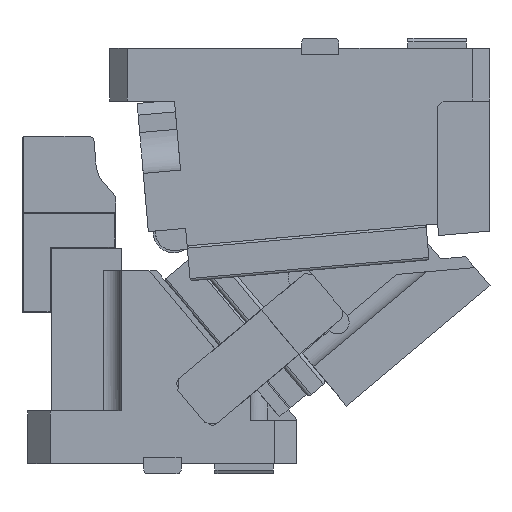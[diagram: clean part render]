
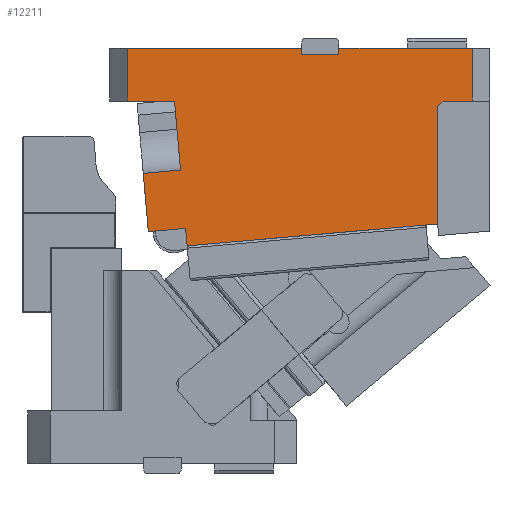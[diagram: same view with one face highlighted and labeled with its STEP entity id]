
A CAD part, front view. The second image highlights one B-rep face of the part: STEP entity #12211.
In plain terms, the highlighted planar face has unit normal (0, -1, 0).
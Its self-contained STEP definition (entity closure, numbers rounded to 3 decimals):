
#10121=CARTESIAN_POINT('Vertex',(130.549,-45.,250.95)) ;
#10124=CARTESIAN_POINT('Line Origine',(129.678,-45.,260.912)) ;
#10128=CARTESIAN_POINT('Vertex',(128.806,-45.,270.874)) ;
#10131=CARTESIAN_POINT('Line Origine',(127.094,-45.,290.437)) ;
#10135=CARTESIAN_POINT('Vertex',(125.383,-45.,310.)) ;
#10761=CARTESIAN_POINT('Vertex',(350.,-45.,305.)) ;
#10764=CARTESIAN_POINT('Line Origine',(350.,-45.,254.951)) ;
#10768=CARTESIAN_POINT('Vertex',(350.,-45.,204.901)) ;
#11229=CARTESIAN_POINT('Line Origine',(342.727,-45.,204.265)) ;
#11233=CARTESIAN_POINT('Vertex',(335.453,-45.,203.629)) ;
#11236=CARTESIAN_POINT('Line Origine',(235.834,-45.,194.913)) ;
#11240=CARTESIAN_POINT('Vertex',(136.214,-45.,186.197)) ;
#11348=CARTESIAN_POINT('Vertex',(134.907,-45.,201.14)) ;
#11351=CARTESIAN_POINT('Line Origine',(135.561,-45.,193.669)) ;
#12004=CARTESIAN_POINT('Line Origine',(120.191,-45.,310.)) ;
#12008=CARTESIAN_POINT('Vertex',(115.,-45.,310.)) ;
#12011=CARTESIAN_POINT('Line Origine',(100.,-45.,310.)) ;
#12015=CARTESIAN_POINT('Vertex',(85.,-45.,310.)) ;
#12104=CARTESIAN_POINT('Axis2P3D Location',(277.795,-45.,218.523)) ;
#12109=CARTESIAN_POINT('Line Origine',(114.611,-45.,249.556)) ;
#12113=CARTESIAN_POINT('Vertex',(98.671,-45.,248.161)) ;
#12116=CARTESIAN_POINT('Line Origine',(100.85,-45.,223.256)) ;
#12120=CARTESIAN_POINT('Vertex',(103.029,-45.,198.351)) ;
#12123=CARTESIAN_POINT('Line Origine',(118.968,-45.,199.746)) ;
#12128=CARTESIAN_POINT('Line Origine',(352.5,-45.,307.5)) ;
#12132=CARTESIAN_POINT('Vertex',(355.,-45.,310.)) ;
#12135=CARTESIAN_POINT('Line Origine',(367.5,-45.,310.)) ;
#12139=CARTESIAN_POINT('Vertex',(380.,-45.,310.)) ;
#12142=CARTESIAN_POINT('Line Origine',(380.,-45.,332.5)) ;
#12146=CARTESIAN_POINT('Vertex',(380.,-45.,355.)) ;
#12149=CARTESIAN_POINT('Line Origine',(323.,-45.,355.)) ;
#12153=CARTESIAN_POINT('Vertex',(266.,-45.,355.)) ;
#12156=CARTESIAN_POINT('Line Origine',(266.,-45.,352.25)) ;
#12160=CARTESIAN_POINT('Vertex',(266.,-45.,349.5)) ;
#12163=CARTESIAN_POINT('Line Origine',(250.,-45.,349.5)) ;
#12167=CARTESIAN_POINT('Vertex',(234.,-45.,349.5)) ;
#12170=CARTESIAN_POINT('Line Origine',(234.,-45.,352.25)) ;
#12174=CARTESIAN_POINT('Vertex',(234.,-45.,355.)) ;
#12177=CARTESIAN_POINT('Line Origine',(159.5,-45.,355.)) ;
#12181=CARTESIAN_POINT('Vertex',(85.,-45.,355.)) ;
#12184=CARTESIAN_POINT('Line Origine',(85.,-45.,332.5)) ;
#10125=DIRECTION('Vector Direction',(0.087,0.,-0.996)) ;
#10132=DIRECTION('Vector Direction',(-0.087,0.,0.996)) ;
#10765=DIRECTION('Vector Direction',(0.,0.,-1.)) ;
#11230=DIRECTION('Vector Direction',(0.996,0.,0.087)) ;
#11237=DIRECTION('Vector Direction',(0.996,0.,0.087)) ;
#11352=DIRECTION('Vector Direction',(0.087,0.,-0.996)) ;
#12005=DIRECTION('Vector Direction',(1.,0.,0.)) ;
#12012=DIRECTION('Vector Direction',(-1.,0.,0.)) ;
#12105=DIRECTION('Axis2P3D Direction',(0.,-1.,0.)) ;
#12106=DIRECTION('Axis2P3D XDirection',(1.,0.,0.)) ;
#12110=DIRECTION('Vector Direction',(0.996,0.,0.087)) ;
#12117=DIRECTION('Vector Direction',(0.087,0.,-0.996)) ;
#12124=DIRECTION('Vector Direction',(-0.996,0.,-0.087)) ;
#12129=DIRECTION('Vector Direction',(-0.707,0.,-0.707)) ;
#12136=DIRECTION('Vector Direction',(-1.,0.,0.)) ;
#12143=DIRECTION('Vector Direction',(0.,0.,-1.)) ;
#12150=DIRECTION('Vector Direction',(1.,0.,0.)) ;
#12157=DIRECTION('Vector Direction',(0.,0.,1.)) ;
#12164=DIRECTION('Vector Direction',(-1.,0.,0.)) ;
#12171=DIRECTION('Vector Direction',(0.,0.,-1.)) ;
#12178=DIRECTION('Vector Direction',(1.,0.,0.)) ;
#12185=DIRECTION('Vector Direction',(0.,0.,1.)) ;
#12107=AXIS2_PLACEMENT_3D('Plane Axis2P3D',#12104,#12105,#12106) ;
#12190=ORIENTED_EDGE('',*,*,#12017,.F.) ;
#12191=ORIENTED_EDGE('',*,*,#12010,.T.) ;
#12192=ORIENTED_EDGE('',*,*,#10137,.F.) ;
#12193=ORIENTED_EDGE('',*,*,#10130,.T.) ;
#12194=ORIENTED_EDGE('',*,*,#12115,.F.) ;
#12195=ORIENTED_EDGE('',*,*,#12122,.T.) ;
#12196=ORIENTED_EDGE('',*,*,#12127,.F.) ;
#12197=ORIENTED_EDGE('',*,*,#11355,.T.) ;
#12198=ORIENTED_EDGE('',*,*,#11242,.T.) ;
#12199=ORIENTED_EDGE('',*,*,#11235,.T.) ;
#12200=ORIENTED_EDGE('',*,*,#10770,.F.) ;
#12201=ORIENTED_EDGE('',*,*,#12134,.F.) ;
#12202=ORIENTED_EDGE('',*,*,#12141,.F.) ;
#12203=ORIENTED_EDGE('',*,*,#12148,.F.) ;
#12204=ORIENTED_EDGE('',*,*,#12155,.F.) ;
#12205=ORIENTED_EDGE('',*,*,#12162,.F.) ;
#12206=ORIENTED_EDGE('',*,*,#12169,.T.) ;
#12207=ORIENTED_EDGE('',*,*,#12176,.F.) ;
#12208=ORIENTED_EDGE('',*,*,#12183,.F.) ;
#12209=ORIENTED_EDGE('',*,*,#12188,.F.) ;
#10126=VECTOR('Line Direction',#10125,1.) ;
#10133=VECTOR('Line Direction',#10132,1.) ;
#10766=VECTOR('Line Direction',#10765,1.) ;
#11231=VECTOR('Line Direction',#11230,1.) ;
#11238=VECTOR('Line Direction',#11237,1.) ;
#11353=VECTOR('Line Direction',#11352,1.) ;
#12006=VECTOR('Line Direction',#12005,1.) ;
#12013=VECTOR('Line Direction',#12012,1.) ;
#12111=VECTOR('Line Direction',#12110,1.) ;
#12118=VECTOR('Line Direction',#12117,1.) ;
#12125=VECTOR('Line Direction',#12124,1.) ;
#12130=VECTOR('Line Direction',#12129,1.) ;
#12137=VECTOR('Line Direction',#12136,1.) ;
#12144=VECTOR('Line Direction',#12143,1.) ;
#12151=VECTOR('Line Direction',#12150,1.) ;
#12158=VECTOR('Line Direction',#12157,1.) ;
#12165=VECTOR('Line Direction',#12164,1.) ;
#12172=VECTOR('Line Direction',#12171,1.) ;
#12179=VECTOR('Line Direction',#12178,1.) ;
#12186=VECTOR('Line Direction',#12185,1.) ;
#12211=ADVANCED_FACE('CAM HOLDER',(#12210),#12108,.T.) ;
#10130=EDGE_CURVE('',#10129,#10122,#10127,.T.) ;
#10137=EDGE_CURVE('',#10129,#10136,#10134,.T.) ;
#10770=EDGE_CURVE('',#10762,#10769,#10767,.T.) ;
#11235=EDGE_CURVE('',#11234,#10769,#11232,.T.) ;
#11242=EDGE_CURVE('',#11241,#11234,#11239,.T.) ;
#11355=EDGE_CURVE('',#11349,#11241,#11354,.T.) ;
#12010=EDGE_CURVE('',#12009,#10136,#12007,.T.) ;
#12017=EDGE_CURVE('',#12009,#12016,#12014,.T.) ;
#12115=EDGE_CURVE('',#12114,#10122,#12112,.T.) ;
#12122=EDGE_CURVE('',#12114,#12121,#12119,.T.) ;
#12127=EDGE_CURVE('',#11349,#12121,#12126,.T.) ;
#12134=EDGE_CURVE('',#12133,#10762,#12131,.T.) ;
#12141=EDGE_CURVE('',#12140,#12133,#12138,.T.) ;
#12148=EDGE_CURVE('',#12147,#12140,#12145,.T.) ;
#12155=EDGE_CURVE('',#12154,#12147,#12152,.T.) ;
#12162=EDGE_CURVE('',#12161,#12154,#12159,.T.) ;
#12169=EDGE_CURVE('',#12161,#12168,#12166,.T.) ;
#12176=EDGE_CURVE('',#12175,#12168,#12173,.T.) ;
#12183=EDGE_CURVE('',#12182,#12175,#12180,.T.) ;
#12188=EDGE_CURVE('',#12016,#12182,#12187,.T.) ;
#12189=EDGE_LOOP('',(#12190,#12191,#12192,#12193,#12194,#12195,#12196,#12197,#12198,#12199,#12200,#12201,#12202,#12203,#12204,#12205,#12206,#12207,#12208,#12209)) ;
#12210=FACE_OUTER_BOUND('',#12189,.T.) ;
#10127=LINE('Line',#10124,#10126) ;
#10134=LINE('Line',#10131,#10133) ;
#10767=LINE('Line',#10764,#10766) ;
#11232=LINE('Line',#11229,#11231) ;
#11239=LINE('Line',#11236,#11238) ;
#11354=LINE('Line',#11351,#11353) ;
#12007=LINE('Line',#12004,#12006) ;
#12014=LINE('Line',#12011,#12013) ;
#12112=LINE('Line',#12109,#12111) ;
#12119=LINE('Line',#12116,#12118) ;
#12126=LINE('Line',#12123,#12125) ;
#12131=LINE('Line',#12128,#12130) ;
#12138=LINE('Line',#12135,#12137) ;
#12145=LINE('Line',#12142,#12144) ;
#12152=LINE('Line',#12149,#12151) ;
#12159=LINE('Line',#12156,#12158) ;
#12166=LINE('Line',#12163,#12165) ;
#12173=LINE('Line',#12170,#12172) ;
#12180=LINE('Line',#12177,#12179) ;
#12187=LINE('Line',#12184,#12186) ;
#12108=PLANE('Plane',#12107) ;
#10122=VERTEX_POINT('',#10121) ;
#10129=VERTEX_POINT('',#10128) ;
#10136=VERTEX_POINT('',#10135) ;
#10762=VERTEX_POINT('',#10761) ;
#10769=VERTEX_POINT('',#10768) ;
#11234=VERTEX_POINT('',#11233) ;
#11241=VERTEX_POINT('',#11240) ;
#11349=VERTEX_POINT('',#11348) ;
#12009=VERTEX_POINT('',#12008) ;
#12016=VERTEX_POINT('',#12015) ;
#12114=VERTEX_POINT('',#12113) ;
#12121=VERTEX_POINT('',#12120) ;
#12133=VERTEX_POINT('',#12132) ;
#12140=VERTEX_POINT('',#12139) ;
#12147=VERTEX_POINT('',#12146) ;
#12154=VERTEX_POINT('',#12153) ;
#12161=VERTEX_POINT('',#12160) ;
#12168=VERTEX_POINT('',#12167) ;
#12175=VERTEX_POINT('',#12174) ;
#12182=VERTEX_POINT('',#12181) ;
